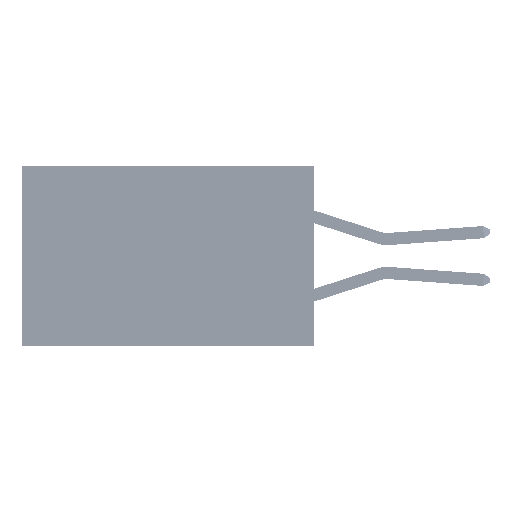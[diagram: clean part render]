
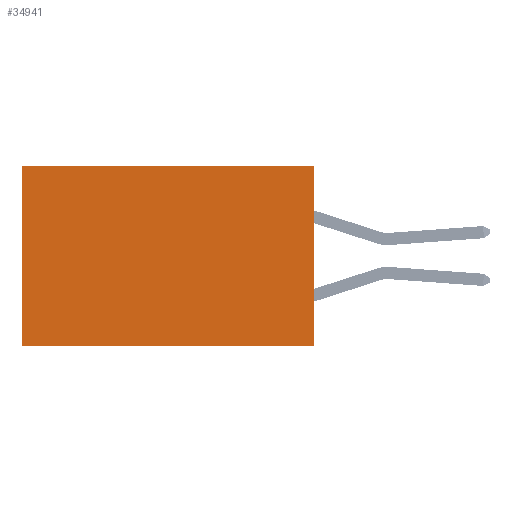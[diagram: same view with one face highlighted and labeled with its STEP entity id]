
A CAD part, left-side view. The second image highlights one B-rep face of the part: STEP entity #34941.
In plain terms, the highlighted planar face has unit normal (-1, 0, 0).
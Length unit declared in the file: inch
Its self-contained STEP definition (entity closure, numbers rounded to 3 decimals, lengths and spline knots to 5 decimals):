
#771 = ORIENTED_EDGE ( 'NONE', *, *, #46683, .T. ) ;
#1396 = VECTOR ( 'NONE', #36550, 39.37008 ) ;
#3570 = EDGE_LOOP ( 'NONE', ( #48372, #43941, #18463, #771 ) ) ;
#3688 = VECTOR ( 'NONE', #11754, 39.37008 ) ;
#5587 = CARTESIAN_POINT ( 'NONE',  ( 0.2875, 0., -0.37 ) ) ;
#9716 = DIRECTION ( 'NONE',  ( 0., 1., 0. ) ) ;
#10517 = VECTOR ( 'NONE', #9716, 39.37008 ) ;
#10867 = DIRECTION ( 'NONE',  ( 0., 0., -1. ) ) ;
#11754 = DIRECTION ( 'NONE',  ( 0., 0., -1. ) ) ;
#12401 = EDGE_CURVE ( 'NONE', #34974, #22807, #32443, .T. ) ;
#13727 = LINE ( 'NONE', #30690, #3688 ) ;
#14168 = CARTESIAN_POINT ( 'NONE',  ( 0.2875, 0., 0. ) ) ;
#14394 = LINE ( 'NONE', #14168, #1396 ) ;
#17940 = DIRECTION ( 'NONE',  ( 0., 0., -1. ) ) ;
#18463 = ORIENTED_EDGE ( 'NONE', *, *, #41069, .F. ) ;
#20430 = VERTEX_POINT ( 'NONE', #22441 ) ;
#21230 = CARTESIAN_POINT ( 'NONE',  ( 0.2875, 0.6, 0. ) ) ;
#21470 = AXIS2_PLACEMENT_3D ( 'NONE', #37139, #44226, #17940 ) ;
#21541 = VERTEX_POINT ( 'NONE', #21230 ) ;
#22441 = CARTESIAN_POINT ( 'NONE',  ( 0.2875, 0., 0. ) ) ;
#22807 = VERTEX_POINT ( 'NONE', #24300 ) ;
#24300 = CARTESIAN_POINT ( 'NONE',  ( 0.2875, 0.6, -0.37 ) ) ;
#30690 = CARTESIAN_POINT ( 'NONE',  ( 0.2875, 0.6, 0. ) ) ;
#32443 = LINE ( 'NONE', #5587, #10517 ) ;
#33321 = VECTOR ( 'NONE', #10867, 39.37008 ) ;
#34941 = ADVANCED_FACE ( 'NONE', ( #42992 ), #44877, .F. ) ;
#34974 = VERTEX_POINT ( 'NONE', #36815 ) ;
#36550 = DIRECTION ( 'NONE',  ( 0., 1., 0. ) ) ;
#36815 = CARTESIAN_POINT ( 'NONE',  ( 0.2875, 0., -0.37 ) ) ;
#37139 = CARTESIAN_POINT ( 'NONE',  ( 0.2875, 0., 0. ) ) ;
#37888 = EDGE_CURVE ( 'NONE', #21541, #22807, #13727, .T. ) ;
#41069 = EDGE_CURVE ( 'NONE', #20430, #34974, #45737, .T. ) ;
#42992 = FACE_OUTER_BOUND ( 'NONE', #3570, .T. ) ;
#43941 = ORIENTED_EDGE ( 'NONE', *, *, #12401, .F. ) ;
#44226 = DIRECTION ( 'NONE',  ( 1., 0., 0. ) ) ;
#44877 = PLANE ( 'NONE',  #21470 ) ;
#45737 = LINE ( 'NONE', #48814, #33321 ) ;
#46683 = EDGE_CURVE ( 'NONE', #20430, #21541, #14394, .T. ) ;
#48372 = ORIENTED_EDGE ( 'NONE', *, *, #37888, .T. ) ;
#48814 = CARTESIAN_POINT ( 'NONE',  ( 0.2875, 0., 0. ) ) ;
